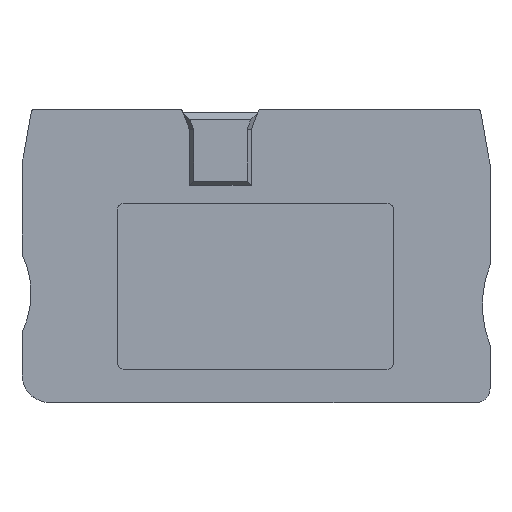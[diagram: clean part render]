
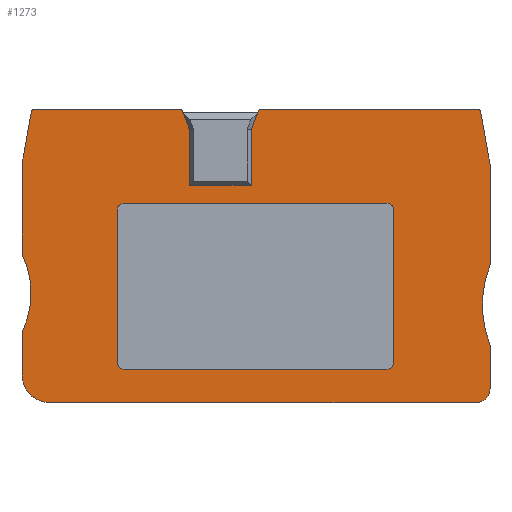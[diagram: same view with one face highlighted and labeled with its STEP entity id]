
A CAD part, top view. The second image highlights one B-rep face of the part: STEP entity #1273.
In plain terms, the highlighted planar face has unit normal (0, 0, 1).
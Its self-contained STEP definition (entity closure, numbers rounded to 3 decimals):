
#168=DIRECTION('',(0.,-1.,0.));
#169=VECTOR('',#168,8.);
#170=CARTESIAN_POINT('',(-9.6,39.6,2.2));
#171=LINE('',#170,#169);
#172=DIRECTION('',(1.,0.,0.));
#173=VECTOR('',#172,8.9);
#174=CARTESIAN_POINT('',(-9.6,31.6,2.2));
#175=LINE('',#174,#173);
#176=DIRECTION('',(0.,1.,0.));
#177=VECTOR('',#176,8.);
#178=CARTESIAN_POINT('',(-0.7,31.6,2.2));
#179=LINE('',#178,#177);
#180=CARTESIAN_POINT('',(0.589,42.4,2.2));
#181=DIRECTION('',(0.,0.,1.));
#182=DIRECTION('',(0.,1.,0.));
#183=AXIS2_PLACEMENT_3D('',#180,#181,#182);
#185=DIRECTION('',(-1.,0.,0.));
#186=VECTOR('',#185,31.402);
#187=CARTESIAN_POINT('',(31.991,42.6,2.2));
#188=LINE('',#187,#186);
#189=CARTESIAN_POINT('',(32.026,42.101,2.2));
#190=DIRECTION('',(0.,0.,1.));
#191=DIRECTION('',(0.985,0.174,0.));
#192=AXIS2_PLACEMENT_3D('',#189,#190,#191);
#194=DIRECTION('',(-0.174,0.985,0.));
#195=VECTOR('',#194,7.162);
#196=CARTESIAN_POINT('',(33.762,35.135,2.2));
#197=LINE('',#196,#195);
#198=DIRECTION('',(-0.174,0.985,0.));
#199=VECTOR('',#198,0.508);
#200=CARTESIAN_POINT('',(33.85,34.635,2.2));
#201=LINE('',#200,#199);
#202=DIRECTION('',(0.,1.,0.));
#203=VECTOR('',#202,14.505);
#204=CARTESIAN_POINT('',(33.85,20.13,2.2));
#205=LINE('',#204,#203);
#206=CARTESIAN_POINT('',(48.75,14.3,2.2));
#207=DIRECTION('',(0.,0.,-1.));
#208=DIRECTION('',(-0.931,-0.364,0.));
#209=AXIS2_PLACEMENT_3D('',#206,#207,#208);
#211=DIRECTION('',(0.,1.,0.));
#212=VECTOR('',#211,6.27);
#213=CARTESIAN_POINT('',(33.85,2.2,2.2));
#214=LINE('',#213,#212);
#215=CARTESIAN_POINT('',(31.85,2.2,2.2));
#216=DIRECTION('',(0.,0.,1.));
#217=DIRECTION('',(0.,-1.,0.));
#218=AXIS2_PLACEMENT_3D('',#215,#216,#217);
#220=DIRECTION('',(1.,0.,0.));
#221=VECTOR('',#220,61.7);
#222=CARTESIAN_POINT('',(-29.85,0.2,2.2));
#223=LINE('',#222,#221);
#224=CARTESIAN_POINT('',(-29.85,4.2,2.2));
#225=DIRECTION('',(0.,0.,1.));
#226=DIRECTION('',(-1.,0.,0.));
#227=AXIS2_PLACEMENT_3D('',#224,#225,#226);
#229=DIRECTION('',(0.,-1.,0.));
#230=VECTOR('',#229,6.133);
#231=CARTESIAN_POINT('',(-33.85,10.333,2.2));
#232=LINE('',#231,#230);
#233=CARTESIAN_POINT('',(-45.55,16.,2.2));
#234=DIRECTION('',(0.,0.,-1.));
#235=DIRECTION('',(0.9,0.436,0.));
#236=AXIS2_PLACEMENT_3D('',#233,#234,#235);
#238=DIRECTION('',(0.,-1.,0.));
#239=VECTOR('',#238,12.968);
#240=CARTESIAN_POINT('',(-33.85,34.635,2.2));
#241=LINE('',#240,#239);
#242=DIRECTION('',(-0.174,-0.985,0.));
#243=VECTOR('',#242,0.508);
#244=CARTESIAN_POINT('',(-33.762,35.135,2.2));
#245=LINE('',#244,#243);
#246=DIRECTION('',(-0.174,-0.985,0.));
#247=VECTOR('',#246,7.162);
#248=CARTESIAN_POINT('',(-32.518,42.188,2.2));
#249=LINE('',#248,#247);
#250=CARTESIAN_POINT('',(-32.026,42.101,2.2));
#251=DIRECTION('',(0.,0.,1.));
#252=DIRECTION('',(-0.07,0.998,0.));
#253=AXIS2_PLACEMENT_3D('',#250,#251,#252);
#255=DIRECTION('',(-1.,0.,0.));
#256=VECTOR('',#255,21.172);
#257=CARTESIAN_POINT('',(-10.889,42.6,2.2));
#258=LINE('',#257,#256);
#259=CARTESIAN_POINT('',(-10.889,42.4,2.2));
#260=DIRECTION('',(0.,0.,1.));
#261=DIRECTION('',(0.934,0.358,0.));
#262=AXIS2_PLACEMENT_3D('',#259,#260,#261);
#288=CARTESIAN_POINT('',(-19.054,28.,2.2));
#289=DIRECTION('',(0.,0.,1.));
#290=DIRECTION('',(0.,1.,0.));
#291=AXIS2_PLACEMENT_3D('',#288,#289,#290);
#293=DIRECTION('',(0.,-1.,0.));
#294=VECTOR('',#293,22.);
#295=CARTESIAN_POINT('',(-20.054,28.,2.2));
#296=LINE('',#295,#294);
#297=CARTESIAN_POINT('',(-19.054,6.,2.2));
#298=DIRECTION('',(0.,0.,1.));
#299=DIRECTION('',(-1.,0.,0.));
#300=AXIS2_PLACEMENT_3D('',#297,#298,#299);
#302=DIRECTION('',(1.,0.,0.));
#303=VECTOR('',#302,38.);
#304=CARTESIAN_POINT('',(-19.054,5.,2.2));
#305=LINE('',#304,#303);
#306=CARTESIAN_POINT('',(18.946,6.,2.2));
#307=DIRECTION('',(0.,0.,1.));
#308=DIRECTION('',(0.,-1.,0.));
#309=AXIS2_PLACEMENT_3D('',#306,#307,#308);
#311=DIRECTION('',(0.,1.,0.));
#312=VECTOR('',#311,22.);
#313=CARTESIAN_POINT('',(19.946,6.,2.2));
#314=LINE('',#313,#312);
#315=CARTESIAN_POINT('',(18.946,28.,2.2));
#316=DIRECTION('',(0.,0.,1.));
#317=DIRECTION('',(1.,0.,0.));
#318=AXIS2_PLACEMENT_3D('',#315,#316,#317);
#320=DIRECTION('',(-1.,0.,0.));
#321=VECTOR('',#320,38.);
#322=CARTESIAN_POINT('',(18.946,29.,2.2));
#323=LINE('',#322,#321);
#328=DIRECTION('',(-0.358,0.934,0.));
#329=VECTOR('',#328,3.076);
#330=CARTESIAN_POINT('',(-9.6,39.6,2.2));
#331=LINE('',#330,#329);
#412=DIRECTION('',(-0.358,-0.934,0.));
#413=VECTOR('',#412,3.076);
#414=CARTESIAN_POINT('',(0.402,42.472,2.2));
#415=LINE('',#414,#413);
#900=CARTESIAN_POINT('',(-32.061,42.6,2.2));
#901=CARTESIAN_POINT('',(-32.518,42.188,2.2));
#902=VERTEX_POINT('',#900);
#903=VERTEX_POINT('',#901);
#904=CARTESIAN_POINT('',(-33.762,35.135,2.2));
#905=VERTEX_POINT('',#904);
#906=CARTESIAN_POINT('',(-33.85,34.635,2.2));
#907=VERTEX_POINT('',#906);
#908=CARTESIAN_POINT('',(-33.85,21.667,2.2));
#909=VERTEX_POINT('',#908);
#910=CARTESIAN_POINT('',(-33.85,10.333,2.2));
#911=VERTEX_POINT('',#910);
#912=CARTESIAN_POINT('',(-33.85,4.2,2.2));
#913=VERTEX_POINT('',#912);
#914=CARTESIAN_POINT('',(33.85,2.2,2.2));
#915=CARTESIAN_POINT('',(33.85,8.47,2.2));
#916=VERTEX_POINT('',#914);
#917=VERTEX_POINT('',#915);
#918=CARTESIAN_POINT('',(33.85,20.13,2.2));
#919=VERTEX_POINT('',#918);
#920=CARTESIAN_POINT('',(33.85,34.635,2.2));
#921=VERTEX_POINT('',#920);
#922=CARTESIAN_POINT('',(33.762,35.135,2.2));
#923=VERTEX_POINT('',#922);
#924=CARTESIAN_POINT('',(32.518,42.188,2.2));
#925=VERTEX_POINT('',#924);
#926=CARTESIAN_POINT('',(31.991,42.6,2.2));
#927=VERTEX_POINT('',#926);
#936=CARTESIAN_POINT('',(0.589,42.6,2.2));
#937=CARTESIAN_POINT('',(0.402,42.472,2.2));
#938=VERTEX_POINT('',#936);
#939=VERTEX_POINT('',#937);
#948=CARTESIAN_POINT('',(-10.702,42.472,2.2));
#949=VERTEX_POINT('',#948);
#950=CARTESIAN_POINT('',(-10.889,42.6,2.2));
#951=VERTEX_POINT('',#950);
#960=CARTESIAN_POINT('',(-9.6,39.6,2.2));
#961=CARTESIAN_POINT('',(-9.6,31.6,2.2));
#962=VERTEX_POINT('',#960);
#963=VERTEX_POINT('',#961);
#968=CARTESIAN_POINT('',(-0.7,31.6,2.2));
#969=VERTEX_POINT('',#968);
#972=CARTESIAN_POINT('',(-0.7,39.6,2.2));
#973=VERTEX_POINT('',#972);
#1088=CARTESIAN_POINT('',(-19.054,29.,2.2));
#1089=CARTESIAN_POINT('',(-20.054,28.,2.2));
#1090=VERTEX_POINT('',#1088);
#1091=VERTEX_POINT('',#1089);
#1092=CARTESIAN_POINT('',(-20.054,6.,2.2));
#1093=VERTEX_POINT('',#1092);
#1094=CARTESIAN_POINT('',(-19.054,5.,2.2));
#1095=VERTEX_POINT('',#1094);
#1096=CARTESIAN_POINT('',(18.946,5.,2.2));
#1097=VERTEX_POINT('',#1096);
#1098=CARTESIAN_POINT('',(19.946,6.,2.2));
#1099=VERTEX_POINT('',#1098);
#1100=CARTESIAN_POINT('',(19.946,28.,2.2));
#1101=VERTEX_POINT('',#1100);
#1102=CARTESIAN_POINT('',(18.946,29.,2.2));
#1103=VERTEX_POINT('',#1102);
#1108=CARTESIAN_POINT('',(-29.85,0.2,2.2));
#1109=VERTEX_POINT('',#1108);
#1110=CARTESIAN_POINT('',(31.85,0.2,2.2));
#1111=VERTEX_POINT('',#1110);
#1201=CARTESIAN_POINT('',(0.,0.,2.2));
#1202=DIRECTION('',(0.,0.,1.));
#1203=DIRECTION('',(1.,0.,0.));
#1204=AXIS2_PLACEMENT_3D('',#1201,#1202,#1203);
#1205=PLANE('',#1204);
#1207=ORIENTED_EDGE('',*,*,#1206,.F.);
#1209=ORIENTED_EDGE('',*,*,#1208,.T.);
#1211=ORIENTED_EDGE('',*,*,#1210,.T.);
#1213=ORIENTED_EDGE('',*,*,#1212,.T.);
#1215=ORIENTED_EDGE('',*,*,#1214,.F.);
#1216=ORIENTED_EDGE('',*,*,#1191,.F.);
#1218=ORIENTED_EDGE('',*,*,#1217,.F.);
#1220=ORIENTED_EDGE('',*,*,#1219,.F.);
#1222=ORIENTED_EDGE('',*,*,#1221,.F.);
#1224=ORIENTED_EDGE('',*,*,#1223,.F.);
#1226=ORIENTED_EDGE('',*,*,#1225,.F.);
#1228=ORIENTED_EDGE('',*,*,#1227,.F.);
#1230=ORIENTED_EDGE('',*,*,#1229,.F.);
#1232=ORIENTED_EDGE('',*,*,#1231,.F.);
#1234=ORIENTED_EDGE('',*,*,#1233,.F.);
#1236=ORIENTED_EDGE('',*,*,#1235,.F.);
#1238=ORIENTED_EDGE('',*,*,#1237,.F.);
#1240=ORIENTED_EDGE('',*,*,#1239,.F.);
#1242=ORIENTED_EDGE('',*,*,#1241,.F.);
#1244=ORIENTED_EDGE('',*,*,#1243,.F.);
#1246=ORIENTED_EDGE('',*,*,#1245,.F.);
#1248=ORIENTED_EDGE('',*,*,#1247,.F.);
#1250=ORIENTED_EDGE('',*,*,#1249,.F.);
#1252=ORIENTED_EDGE('',*,*,#1251,.F.);
#1253=EDGE_LOOP('',(#1207,#1209,#1211,#1213,#1215,#1216,#1218,#1220,#1222,#1224,
#1226,#1228,#1230,#1232,#1234,#1236,#1238,#1240,#1242,#1244,#1246,#1248,#1250,
#1252));
#1254=FACE_OUTER_BOUND('',#1253,.F.);
#1256=ORIENTED_EDGE('',*,*,#1255,.T.);
#1258=ORIENTED_EDGE('',*,*,#1257,.T.);
#1260=ORIENTED_EDGE('',*,*,#1259,.T.);
#1262=ORIENTED_EDGE('',*,*,#1261,.T.);
#1264=ORIENTED_EDGE('',*,*,#1263,.T.);
#1266=ORIENTED_EDGE('',*,*,#1265,.T.);
#1268=ORIENTED_EDGE('',*,*,#1267,.T.);
#1270=ORIENTED_EDGE('',*,*,#1269,.T.);
#1271=EDGE_LOOP('',(#1256,#1258,#1260,#1262,#1264,#1266,#1268,#1270));
#1272=FACE_BOUND('',#1271,.F.);
#1273=ADVANCED_FACE('',(#1254,#1272),#1205,.T.);
#184=CIRCLE('',#183,0.2);
#193=CIRCLE('',#192,0.5);
#210=CIRCLE('',#209,16.);
#219=CIRCLE('',#218,2.);
#228=CIRCLE('',#227,4.);
#237=CIRCLE('',#236,13.);
#254=CIRCLE('',#253,0.5);
#263=CIRCLE('',#262,0.2);
#292=CIRCLE('',#291,1.);
#301=CIRCLE('',#300,1.);
#310=CIRCLE('',#309,1.);
#319=CIRCLE('',#318,1.);
#1191=EDGE_CURVE('',#938,#939,#184,.T.);
#1206=EDGE_CURVE('',#962,#949,#331,.T.);
#1208=EDGE_CURVE('',#962,#963,#171,.T.);
#1210=EDGE_CURVE('',#963,#969,#175,.T.);
#1212=EDGE_CURVE('',#969,#973,#179,.T.);
#1214=EDGE_CURVE('',#939,#973,#415,.T.);
#1217=EDGE_CURVE('',#927,#938,#188,.T.);
#1219=EDGE_CURVE('',#925,#927,#193,.T.);
#1221=EDGE_CURVE('',#923,#925,#197,.T.);
#1223=EDGE_CURVE('',#921,#923,#201,.T.);
#1225=EDGE_CURVE('',#919,#921,#205,.T.);
#1227=EDGE_CURVE('',#917,#919,#210,.T.);
#1229=EDGE_CURVE('',#916,#917,#214,.T.);
#1231=EDGE_CURVE('',#1111,#916,#219,.T.);
#1233=EDGE_CURVE('',#1109,#1111,#223,.T.);
#1235=EDGE_CURVE('',#913,#1109,#228,.T.);
#1237=EDGE_CURVE('',#911,#913,#232,.T.);
#1239=EDGE_CURVE('',#909,#911,#237,.T.);
#1241=EDGE_CURVE('',#907,#909,#241,.T.);
#1243=EDGE_CURVE('',#905,#907,#245,.T.);
#1245=EDGE_CURVE('',#903,#905,#249,.T.);
#1247=EDGE_CURVE('',#902,#903,#254,.T.);
#1249=EDGE_CURVE('',#951,#902,#258,.T.);
#1251=EDGE_CURVE('',#949,#951,#263,.T.);
#1255=EDGE_CURVE('',#1090,#1091,#292,.T.);
#1257=EDGE_CURVE('',#1091,#1093,#296,.T.);
#1259=EDGE_CURVE('',#1093,#1095,#301,.T.);
#1261=EDGE_CURVE('',#1095,#1097,#305,.T.);
#1263=EDGE_CURVE('',#1097,#1099,#310,.T.);
#1265=EDGE_CURVE('',#1099,#1101,#314,.T.);
#1267=EDGE_CURVE('',#1101,#1103,#319,.T.);
#1269=EDGE_CURVE('',#1103,#1090,#323,.T.);
